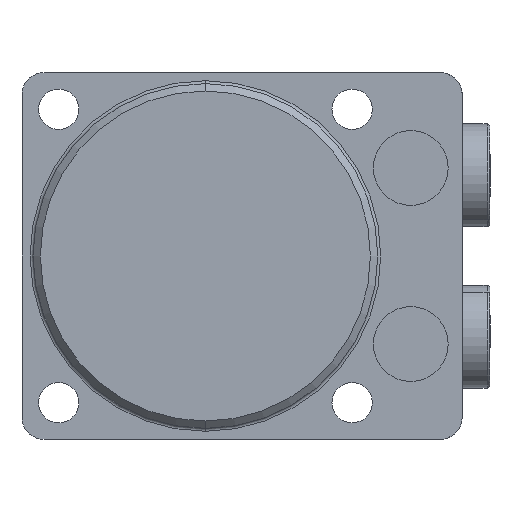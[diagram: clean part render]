
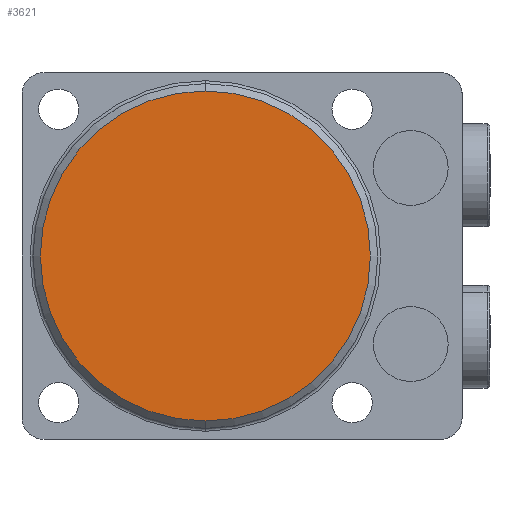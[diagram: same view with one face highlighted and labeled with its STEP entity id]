
A CAD part, front view. The second image highlights one B-rep face of the part: STEP entity #3621.
In plain terms, the highlighted planar face has unit normal (0, -1, 0).
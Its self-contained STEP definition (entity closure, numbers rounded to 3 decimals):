
#1069 = VERTEX_POINT ( 'NONE', #3487 ) ;
#1079 = VERTEX_POINT ( 'NONE', #3477 ) ;
#1215 = EDGE_LOOP ( 'NONE', ( #2926, #2927 ) ) ;
#1488 = DIRECTION ( 'NONE',  ( 0., 0., 1. ) ) ;
#1489 = DIRECTION ( 'NONE',  ( 0., -1., 0. ) ) ;
#1491 = CARTESIAN_POINT ( 'NONE',  ( 0., 0., 0. ) ) ;
#1765 = DIRECTION ( 'NONE',  ( 0., 0., 1. ) ) ;
#1766 = DIRECTION ( 'NONE',  ( 0., -1., 0. ) ) ;
#1767 = CARTESIAN_POINT ( 'NONE',  ( 0., 0., 0. ) ) ;
#2465 = FACE_OUTER_BOUND ( 'NONE', #1215, .T. ) ;
#2926 = ORIENTED_EDGE ( 'NONE', *, *, #4523, .T. ) ;
#2927 = ORIENTED_EDGE ( 'NONE', *, *, #4458, .T. ) ;
#3330 = DIRECTION ( 'NONE',  ( 0., 0., 1. ) ) ;
#3333 = DIRECTION ( 'NONE',  ( 0., 1., 0. ) ) ;
#3337 = PLANE ( 'NONE',  #4224 ) ;
#3340 = CARTESIAN_POINT ( 'NONE',  ( -25., 0., 25. ) ) ;
#3477 = CARTESIAN_POINT ( 'NONE',  ( 0., 0., -22.5 ) ) ;
#3487 = CARTESIAN_POINT ( 'NONE',  ( 0., 0., 22.5 ) ) ;
#3621 = ADVANCED_FACE ( 'NONE', ( #2465 ), #3337, .F. ) ;
#3907 = AXIS2_PLACEMENT_3D ( 'NONE', #1491, #1489, #1488 ) ;
#3933 = AXIS2_PLACEMENT_3D ( 'NONE', #1767, #1766, #1765 ) ;
#4224 = AXIS2_PLACEMENT_3D ( 'NONE', #3340, #3333, #3330 ) ;
#4458 = EDGE_CURVE ( 'NONE', #1079, #1069, #4766, .T. ) ;
#4523 = EDGE_CURVE ( 'NONE', #1069, #1079, #4614, .T. ) ;
#4614 = CIRCLE ( 'NONE', #3907, 22.5 ) ;
#4766 = CIRCLE ( 'NONE', #3933, 22.5 ) ;
